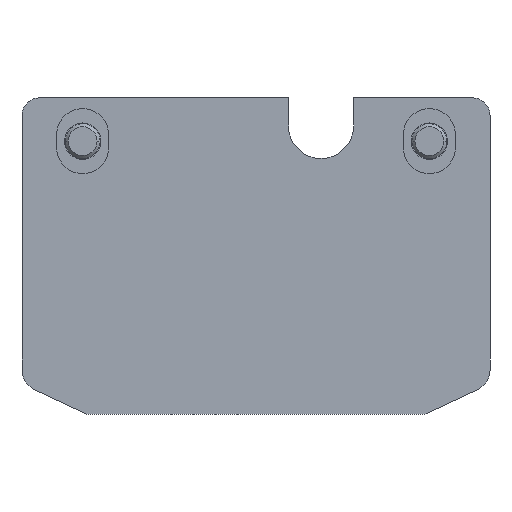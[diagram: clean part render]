
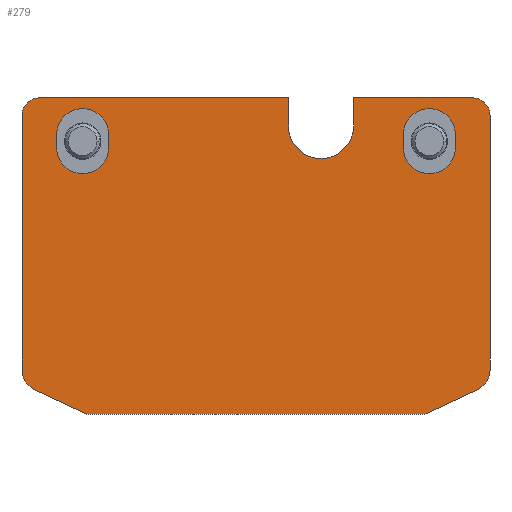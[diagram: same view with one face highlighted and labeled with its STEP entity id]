
A CAD part, left-side view. The second image highlights one B-rep face of the part: STEP entity #279.
In plain terms, the highlighted planar face has unit normal (-1, 0, 0).
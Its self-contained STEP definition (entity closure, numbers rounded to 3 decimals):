
#279=ADVANCED_FACE('',(#553,#554,#555),#556,.F.);
#553=FACE_OUTER_BOUND('',#843,.T.);
#554=FACE_BOUND('',#844,.T.);
#555=FACE_BOUND('',#845,.T.);
#556=PLANE('',#846);
#843=EDGE_LOOP('',(#1462,#1463,#1464,#1465,#1466,#1467,#1468,#1469,#1470,#1471,#1472,#1473,#1474,#1475,#1476));
#844=EDGE_LOOP('',(#1477,#1478,#1479,#1480,#1481,#1482));
#845=EDGE_LOOP('',(#1483,#1484,#1485,#1486,#1487,#1488));
#846=AXIS2_PLACEMENT_3D('',#1489,#1490,#1491);
#1462=ORIENTED_EDGE('',*,*,#1718,.T.);
#1463=ORIENTED_EDGE('',*,*,#1863,.T.);
#1464=ORIENTED_EDGE('',*,*,#1864,.T.);
#1465=ORIENTED_EDGE('',*,*,#1685,.T.);
#1466=ORIENTED_EDGE('',*,*,#1619,.F.);
#1467=ORIENTED_EDGE('',*,*,#1848,.F.);
#1468=ORIENTED_EDGE('',*,*,#1797,.F.);
#1469=ORIENTED_EDGE('',*,*,#1865,.F.);
#1470=ORIENTED_EDGE('',*,*,#1628,.F.);
#1471=ORIENTED_EDGE('',*,*,#1768,.F.);
#1472=ORIENTED_EDGE('',*,*,#1866,.F.);
#1473=ORIENTED_EDGE('',*,*,#1709,.F.);
#1474=ORIENTED_EDGE('',*,*,#1739,.F.);
#1475=ORIENTED_EDGE('',*,*,#1744,.F.);
#1476=ORIENTED_EDGE('',*,*,#1770,.F.);
#1477=ORIENTED_EDGE('',*,*,#1735,.T.);
#1478=ORIENTED_EDGE('',*,*,#1780,.T.);
#1479=ORIENTED_EDGE('',*,*,#1705,.T.);
#1480=ORIENTED_EDGE('',*,*,#1792,.T.);
#1481=ORIENTED_EDGE('',*,*,#1683,.T.);
#1482=ORIENTED_EDGE('',*,*,#1806,.T.);
#1483=ORIENTED_EDGE('',*,*,#1788,.T.);
#1484=ORIENTED_EDGE('',*,*,#1820,.T.);
#1485=ORIENTED_EDGE('',*,*,#1838,.T.);
#1486=ORIENTED_EDGE('',*,*,#1764,.T.);
#1487=ORIENTED_EDGE('',*,*,#1804,.T.);
#1488=ORIENTED_EDGE('',*,*,#1836,.T.);
#1489=CARTESIAN_POINT('',(0.,-40.0,-25.405));
#1490=DIRECTION('',(1.0,0.0,0.));
#1491=DIRECTION('',(0.,0.0,-1.0));
#1619=EDGE_CURVE('',#1902,#1897,#1904,.T.);
#1628=EDGE_CURVE('',#1918,#1920,#1921,.T.);
#1683=EDGE_CURVE('',#2015,#2017,#2019,.T.);
#1685=EDGE_CURVE('',#2021,#1897,#2022,.T.);
#1705=EDGE_CURVE('',#2052,#2050,#2053,.T.);
#1709=EDGE_CURVE('',#2056,#2058,#2059,.T.);
#1718=EDGE_CURVE('',#2068,#2070,#2072,.T.);
#1735=EDGE_CURVE('',#2096,#2094,#2097,.T.);
#1739=EDGE_CURVE('',#2100,#2056,#2102,.T.);
#1744=EDGE_CURVE('',#2106,#2100,#2108,.T.);
#1764=EDGE_CURVE('',#2137,#2135,#2138,.T.);
#1768=EDGE_CURVE('',#2141,#1918,#2143,.T.);
#1770=EDGE_CURVE('',#2068,#2106,#2145,.T.);
#1780=EDGE_CURVE('',#2094,#2052,#2161,.T.);
#1788=EDGE_CURVE('',#2170,#2168,#2171,.T.);
#1792=EDGE_CURVE('',#2050,#2015,#2175,.T.);
#1797=EDGE_CURVE('',#2179,#2181,#2182,.T.);
#1804=EDGE_CURVE('',#2135,#2190,#2192,.T.);
#1806=EDGE_CURVE('',#2017,#2096,#2194,.T.);
#1820=EDGE_CURVE('',#2168,#2210,#2212,.T.);
#1836=EDGE_CURVE('',#2190,#2170,#2230,.T.);
#1838=EDGE_CURVE('',#2210,#2137,#2232,.T.);
#1848=EDGE_CURVE('',#2181,#1902,#2244,.T.);
#1863=EDGE_CURVE('',#2070,#2260,#2261,.T.);
#1864=EDGE_CURVE('',#2260,#2021,#2262,.T.);
#1865=EDGE_CURVE('',#1920,#2179,#2263,.T.);
#1866=EDGE_CURVE('',#2058,#2141,#2264,.T.);
#1897=VERTEX_POINT('',#2320);
#1902=VERTEX_POINT('',#2327);
#1904=LINE('',#2330,#2331);
#1918=VERTEX_POINT('',#2346);
#1920=VERTEX_POINT('',#2349);
#1921=LINE('',#2350,#2351);
#2015=VERTEX_POINT('',#2486);
#2017=VERTEX_POINT('',#2489);
#2019=CIRCLE('',#2492,6.0);
#2021=VERTEX_POINT('',#2494);
#2022=LINE('',#2495,#2496);
#2050=VERTEX_POINT('',#2577);
#2052=VERTEX_POINT('',#2580);
#2053=LINE('',#2581,#2582);
#2056=VERTEX_POINT('',#2586);
#2058=VERTEX_POINT('',#2589);
#2059=CIRCLE('',#2590,5.0);
#2068=VERTEX_POINT('',#2623);
#2070=VERTEX_POINT('',#2626);
#2072=LINE('',#2629,#2630);
#2094=VERTEX_POINT('',#2689);
#2096=VERTEX_POINT('',#2692);
#2097=CIRCLE('',#2693,6.0);
#2100=VERTEX_POINT('',#2697);
#2102=LINE('',#2700,#2701);
#2106=VERTEX_POINT('',#2716);
#2108=CIRCLE('',#2719,4.0);
#2135=VERTEX_POINT('',#2805);
#2137=VERTEX_POINT('',#2808);
#2138=CIRCLE('',#2809,6.0);
#2141=VERTEX_POINT('',#2813);
#2143=LINE('',#2816,#2817);
#2145=LINE('',#2819,#2820);
#2161=CIRCLE('',#2838,6.0);
#2168=VERTEX_POINT('',#2856);
#2170=VERTEX_POINT('',#2859);
#2171=CIRCLE('',#2860,6.0);
#2175=CIRCLE('',#2865,6.0);
#2179=VERTEX_POINT('',#2880);
#2181=VERTEX_POINT('',#2883);
#2182=LINE('',#2884,#2885);
#2190=VERTEX_POINT('',#2894);
#2192=CIRCLE('',#2897,6.0);
#2194=LINE('',#2899,#2900);
#2210=VERTEX_POINT('',#2942);
#2212=CIRCLE('',#2945,6.0);
#2230=LINE('',#2968,#2969);
#2232=LINE('',#2971,#2972);
#2244=CIRCLE('',#2988,4.0);
#2260=VERTEX_POINT('',#3017);
#2261=CIRCLE('',#3018,7.5);
#2262=CIRCLE('',#3019,7.5);
#2263=CIRCLE('',#3020,5.0);
#2264=LINE('',#3021,#3022);
#2320=CARTESIAN_POINT('',(0.,-47.5,10.0));
#2327=CARTESIAN_POINT('',(0.0,10.0,10.0));
#2330=CARTESIAN_POINT('',(0.0,10.0,10.0));
#2331=VECTOR('',#3048,1.0);
#2346=CARTESIAN_POINT('',(0.,-1.0,-63.0));
#2349=CARTESIAN_POINT('',(0.,11.114,-57.347));
#2350=CARTESIAN_POINT('',(0.,-1.0,-63.0));
#2351=VECTOR('',#3063,1.0);
#2486=CARTESIAN_POINT('',(0.,0.,7.5));
#2489=CARTESIAN_POINT('',(0.,-6.0,1.5));
#2492=AXIS2_PLACEMENT_3D('',#3160,#3161,#3162);
#2494=CARTESIAN_POINT('',(0.,-47.5,3.5));
#2495=CARTESIAN_POINT('',(0.,-47.5,-7.703));
#2496=VECTOR('',#3163,1.0);
#2577=CARTESIAN_POINT('',(0.,6.0,1.5));
#2580=CARTESIAN_POINT('',(0.,6.0,-1.5));
#2581=CARTESIAN_POINT('',(0.,6.0,-12.703));
#2582=VECTOR('',#3177,1.0);
#2586=CARTESIAN_POINT('',(0.,-94.0,-52.816));
#2589=CARTESIAN_POINT('',(0.,-91.114,-57.347));
#2590=AXIS2_PLACEMENT_3D('',#3180,#3181,#3182);
#2623=CARTESIAN_POINT('',(0.,-62.5,10.0));
#2626=CARTESIAN_POINT('',(0.,-62.5,3.5));
#2629=CARTESIAN_POINT('',(0.,-62.5,-7.703));
#2630=VECTOR('',#3187,1.0);
#2689=CARTESIAN_POINT('',(0.,0.,-7.5));
#2692=CARTESIAN_POINT('',(0.,-6.0,-1.5));
#2693=AXIS2_PLACEMENT_3D('',#3202,#3203,#3204);
#2697=CARTESIAN_POINT('',(0.,-94.0,6.0));
#2700=CARTESIAN_POINT('',(0.,-94.0,6.0));
#2701=VECTOR('',#3207,1.0);
#2716=CARTESIAN_POINT('',(0.0,-90.0,10.0));
#2719=AXIS2_PLACEMENT_3D('',#3209,#3210,#3211);
#2805=CARTESIAN_POINT('',(0.,-80.0,7.5));
#2808=CARTESIAN_POINT('',(0.,-74.0,1.5));
#2809=AXIS2_PLACEMENT_3D('',#3226,#3227,#3228);
#2813=CARTESIAN_POINT('',(0.,-79.0,-63.0));
#2816=CARTESIAN_POINT('',(0.,-79.0,-63.0));
#2817=VECTOR('',#3231,1.0);
#2819=CARTESIAN_POINT('',(0.0,10.0,10.0));
#2820=VECTOR('',#3232,1.0);
#2838=AXIS2_PLACEMENT_3D('',#3247,#3248,#3249);
#2856=CARTESIAN_POINT('',(0.,-80.0,-7.5));
#2859=CARTESIAN_POINT('',(0.,-86.0,-1.5));
#2860=AXIS2_PLACEMENT_3D('',#3257,#3258,#3259);
#2865=AXIS2_PLACEMENT_3D('',#3261,#3262,#3263);
#2880=CARTESIAN_POINT('',(0.,14.0,-52.816));
#2883=CARTESIAN_POINT('',(0.,14.0,6.0));
#2884=CARTESIAN_POINT('',(0.,14.0,-52.816));
#2885=VECTOR('',#3265,1.0);
#2894=CARTESIAN_POINT('',(0.,-86.0,1.5));
#2897=AXIS2_PLACEMENT_3D('',#3274,#3275,#3276);
#2899=CARTESIAN_POINT('',(0.,-6.0,-12.703));
#2900=VECTOR('',#3277,1.0);
#2942=CARTESIAN_POINT('',(0.,-74.0,-1.5));
#2945=AXIS2_PLACEMENT_3D('',#3289,#3290,#3291);
#2968=CARTESIAN_POINT('',(0.,-86.0,-12.703));
#2969=VECTOR('',#3309,1.0);
#2971=CARTESIAN_POINT('',(0.,-74.0,-12.703));
#2972=VECTOR('',#3310,1.0);
#2988=AXIS2_PLACEMENT_3D('',#3321,#3322,#3323);
#3017=CARTESIAN_POINT('',(0.,-55.0,-4.0));
#3018=AXIS2_PLACEMENT_3D('',#3335,#3336,#3337);
#3019=AXIS2_PLACEMENT_3D('',#3338,#3339,#3340);
#3020=AXIS2_PLACEMENT_3D('',#3341,#3342,#3343);
#3021=CARTESIAN_POINT('',(0.,-91.114,-57.347));
#3022=VECTOR('',#3344,1.0);
#3048=DIRECTION('',(0.0,-1.0,0.0));
#3063=DIRECTION('',(0.,0.906,0.423));
#3160=CARTESIAN_POINT('',(0.,0.,1.5));
#3161=DIRECTION('',(1.0,0.0,0.));
#3162=DIRECTION('',(0.,0.,1.0));
#3163=DIRECTION('',(0.,0.,1.0));
#3177=DIRECTION('',(0.,0.,1.0));
#3180=CARTESIAN_POINT('',(0.,-89.0,-52.816));
#3181=DIRECTION('',(1.0,0.0,0.));
#3182=DIRECTION('',(0.,0.0,-1.0));
#3187=DIRECTION('',(0.,0.,-1.0));
#3202=CARTESIAN_POINT('',(0.,0.,-1.5));
#3203=DIRECTION('',(1.0,0.0,0.));
#3204=DIRECTION('',(0.,0.,1.0));
#3207=DIRECTION('',(0.,0.0,-1.0));
#3209=CARTESIAN_POINT('',(0.,-90.0,6.0));
#3210=DIRECTION('',(1.0,0.0,0.));
#3211=DIRECTION('',(0.,0.0,-1.0));
#3226=CARTESIAN_POINT('',(0.,-80.0,1.5));
#3227=DIRECTION('',(1.0,0.0,0.));
#3228=DIRECTION('',(0.,0.,1.0));
#3231=DIRECTION('',(0.0,1.0,0.0));
#3232=DIRECTION('',(0.0,-1.0,0.0));
#3247=CARTESIAN_POINT('',(0.,0.,-1.5));
#3248=DIRECTION('',(1.0,0.0,0.));
#3249=DIRECTION('',(0.,0.,1.0));
#3257=CARTESIAN_POINT('',(0.,-80.0,-1.5));
#3258=DIRECTION('',(1.0,0.0,0.));
#3259=DIRECTION('',(0.,0.,1.0));
#3261=CARTESIAN_POINT('',(0.,0.,1.5));
#3262=DIRECTION('',(1.0,0.0,0.));
#3263=DIRECTION('',(0.,0.,1.0));
#3265=DIRECTION('',(0.,0.0,1.0));
#3274=CARTESIAN_POINT('',(0.,-80.0,1.5));
#3275=DIRECTION('',(1.0,0.0,0.));
#3276=DIRECTION('',(0.,0.,1.0));
#3277=DIRECTION('',(0.,0.,-1.0));
#3289=CARTESIAN_POINT('',(0.,-80.0,-1.5));
#3290=DIRECTION('',(1.0,0.0,0.));
#3291=DIRECTION('',(0.,0.,1.0));
#3309=DIRECTION('',(0.,0.,-1.0));
#3310=DIRECTION('',(0.,0.,1.0));
#3321=CARTESIAN_POINT('',(0.,10.0,6.0));
#3322=DIRECTION('',(1.0,0.0,0.));
#3323=DIRECTION('',(0.,0.0,-1.0));
#3335=CARTESIAN_POINT('',(0.,-55.0,3.5));
#3336=DIRECTION('',(1.0,0.0,0.));
#3337=DIRECTION('',(0.,0.,1.0));
#3338=CARTESIAN_POINT('',(0.,-55.0,3.5));
#3339=DIRECTION('',(1.0,0.0,0.));
#3340=DIRECTION('',(0.,0.,1.0));
#3341=CARTESIAN_POINT('',(0.,9.0,-52.816));
#3342=DIRECTION('',(1.0,0.0,0.));
#3343=DIRECTION('',(0.,0.0,-1.0));
#3344=DIRECTION('',(0.,0.906,-0.423));
